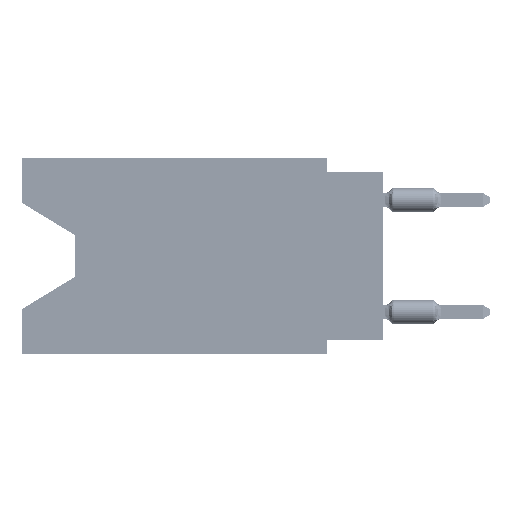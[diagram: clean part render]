
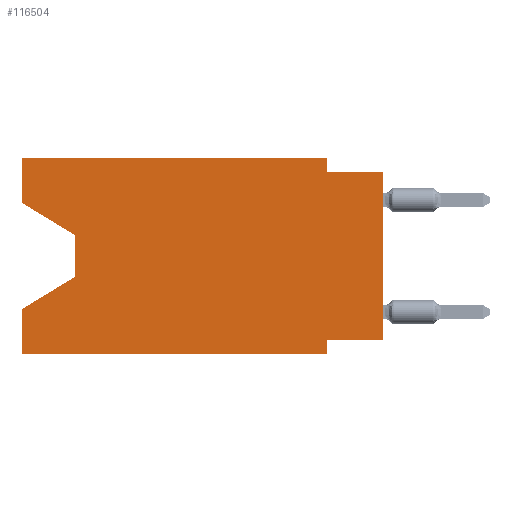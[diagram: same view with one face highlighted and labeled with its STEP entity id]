
A CAD part, left-side view. The second image highlights one B-rep face of the part: STEP entity #116504.
In plain terms, the highlighted planar face has unit normal (-1, 0, 0).
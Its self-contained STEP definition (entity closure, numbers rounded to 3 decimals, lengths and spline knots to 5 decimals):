
#21 = LINE ( 'NONE', #50441, #48421 ) ;
#1378 = LINE ( 'NONE', #38301, #16842 ) ;
#2743 = VERTEX_POINT ( 'NONE', #111777 ) ;
#2904 = VECTOR ( 'NONE', #99101, 39.37008 ) ;
#3253 = DIRECTION ( 'NONE',  ( 0., 0., 1. ) ) ;
#4187 = CARTESIAN_POINT ( 'NONE',  ( 0., 0.1, 0. ) ) ;
#5035 = ORIENTED_EDGE ( 'NONE', *, *, #14762, .T. ) ;
#5370 = ORIENTED_EDGE ( 'NONE', *, *, #31261, .F. ) ;
#6221 = VERTEX_POINT ( 'NONE', #58436 ) ;
#10440 = ORIENTED_EDGE ( 'NONE', *, *, #31751, .T. ) ;
#14762 = EDGE_CURVE ( 'NONE', #40756, #61433, #72834, .T. ) ;
#15560 = DIRECTION ( 'NONE',  ( 0., 0.855, -0.519 ) ) ;
#16152 = CARTESIAN_POINT ( 'NONE',  ( 0., 0.55, -0.212 ) ) ;
#16842 = VECTOR ( 'NONE', #57410, 39.37008 ) ;
#17361 = LINE ( 'NONE', #56134, #96243 ) ;
#20848 = DIRECTION ( 'NONE',  ( 0., 0., -1. ) ) ;
#21053 = EDGE_CURVE ( 'NONE', #78157, #6221, #17361, .T. ) ;
#24785 = ORIENTED_EDGE ( 'NONE', *, *, #89653, .F. ) ;
#24811 = CARTESIAN_POINT ( 'NONE',  ( 0., 0.645, -0.08025 ) ) ;
#26691 = VERTEX_POINT ( 'NONE', #93720 ) ;
#27738 = CARTESIAN_POINT ( 'NONE',  ( 0., 0., -0.325 ) ) ;
#30344 = CARTESIAN_POINT ( 'NONE',  ( 0., 0.645, 0. ) ) ;
#31187 = EDGE_CURVE ( 'NONE', #78157, #63950, #74072, .T. ) ;
#31261 = EDGE_CURVE ( 'NONE', #87947, #26691, #1378, .T. ) ;
#31331 = VERTEX_POINT ( 'NONE', #48773 ) ;
#31751 = EDGE_CURVE ( 'NONE', #63950, #40756, #21, .T. ) ;
#31998 = LINE ( 'NONE', #116447, #33680 ) ;
#33680 = VECTOR ( 'NONE', #105394, 39.37008 ) ;
#35715 = CARTESIAN_POINT ( 'NONE',  ( 0., 0.1, 0. ) ) ;
#38301 = CARTESIAN_POINT ( 'NONE',  ( 0., 0.1, -0.35 ) ) ;
#38496 = CARTESIAN_POINT ( 'NONE',  ( 0., 0.645, -0.08025 ) ) ;
#40756 = VERTEX_POINT ( 'NONE', #62040 ) ;
#40795 = LINE ( 'NONE', #30344, #99300 ) ;
#41059 = LINE ( 'NONE', #49700, #114184 ) ;
#41628 = VECTOR ( 'NONE', #43796, 39.37008 ) ;
#43796 = DIRECTION ( 'NONE',  ( 0., -1., 0. ) ) ;
#44494 = DIRECTION ( 'NONE',  ( 0., -0.855, -0.519 ) ) ;
#46233 = FACE_OUTER_BOUND ( 'NONE', #59634, .T. ) ;
#47666 = VECTOR ( 'NONE', #81982, 39.37008 ) ;
#48421 = VECTOR ( 'NONE', #49240, 39.37008 ) ;
#48773 = CARTESIAN_POINT ( 'NONE',  ( 0., 0., -0.025 ) ) ;
#49164 = ORIENTED_EDGE ( 'NONE', *, *, #95154, .T. ) ;
#49240 = DIRECTION ( 'NONE',  ( 0., 0., -1. ) ) ;
#49700 = CARTESIAN_POINT ( 'NONE',  ( 0., 0.645, 0. ) ) ;
#50441 = CARTESIAN_POINT ( 'NONE',  ( 0., 0.55, -0.138 ) ) ;
#51373 = EDGE_CURVE ( 'NONE', #91931, #2743, #86760, .T. ) ;
#52252 = CARTESIAN_POINT ( 'NONE',  ( 0., 0., 0. ) ) ;
#54221 = CARTESIAN_POINT ( 'NONE',  ( 0., 0., -0.325 ) ) ;
#56134 = CARTESIAN_POINT ( 'NONE',  ( 0., 0.645, 0. ) ) ;
#56183 = EDGE_CURVE ( 'NONE', #85558, #26691, #64106, .T. ) ;
#56967 = VECTOR ( 'NONE', #20848, 39.37008 ) ;
#57410 = DIRECTION ( 'NONE',  ( 0., 0., -1. ) ) ;
#58436 = CARTESIAN_POINT ( 'NONE',  ( 0., 0.645, 0. ) ) ;
#59083 = CARTESIAN_POINT ( 'NONE',  ( 0., 0.1, -0.325 ) ) ;
#59475 = ORIENTED_EDGE ( 'NONE', *, *, #31187, .T. ) ;
#59634 = EDGE_LOOP ( 'NONE', ( #59475, #10440, #5035, #96655, #92050, #5370, #96801, #49164, #96163, #121508, #24785, #87383 ) ) ;
#61433 = VERTEX_POINT ( 'NONE', #75357 ) ;
#61687 = CARTESIAN_POINT ( 'NONE',  ( 0., 0.645, -0.35 ) ) ;
#62040 = CARTESIAN_POINT ( 'NONE',  ( 0., 0.55, -0.212 ) ) ;
#63509 = DIRECTION ( 'NONE',  ( 1., 0., 0. ) ) ;
#63950 = VERTEX_POINT ( 'NONE', #114814 ) ;
#64106 = LINE ( 'NONE', #61687, #41628 ) ;
#67953 = VECTOR ( 'NONE', #44494, 39.37008 ) ;
#71542 = EDGE_CURVE ( 'NONE', #2743, #31331, #31998, .T. ) ;
#72834 = LINE ( 'NONE', #16152, #108272 ) ;
#73351 = LINE ( 'NONE', #27738, #47666 ) ;
#73397 = VERTEX_POINT ( 'NONE', #54221 ) ;
#73976 = PLANE ( 'NONE',  #110702 ) ;
#74072 = LINE ( 'NONE', #24811, #67953 ) ;
#74582 = EDGE_CURVE ( 'NONE', #73397, #87947, #73351, .T. ) ;
#75357 = CARTESIAN_POINT ( 'NONE',  ( 0., 0.645, -0.26975 ) ) ;
#75864 = DIRECTION ( 'NONE',  ( 0., 0., 1. ) ) ;
#78157 = VERTEX_POINT ( 'NONE', #38496 ) ;
#79397 = LINE ( 'NONE', #52252, #2904 ) ;
#81982 = DIRECTION ( 'NONE',  ( 0., 1., 0. ) ) ;
#85558 = VERTEX_POINT ( 'NONE', #104611 ) ;
#86760 = LINE ( 'NONE', #4187, #56967 ) ;
#87294 = DIRECTION ( 'NONE',  ( 0., -1., 0. ) ) ;
#87383 = ORIENTED_EDGE ( 'NONE', *, *, #21053, .F. ) ;
#87947 = VERTEX_POINT ( 'NONE', #59083 ) ;
#89653 = EDGE_CURVE ( 'NONE', #6221, #91931, #41059, .T. ) ;
#91931 = VERTEX_POINT ( 'NONE', #35715 ) ;
#92050 = ORIENTED_EDGE ( 'NONE', *, *, #56183, .T. ) ;
#93720 = CARTESIAN_POINT ( 'NONE',  ( 0., 0.1, -0.35 ) ) ;
#95154 = EDGE_CURVE ( 'NONE', #73397, #31331, #79397, .T. ) ;
#96163 = ORIENTED_EDGE ( 'NONE', *, *, #71542, .F. ) ;
#96243 = VECTOR ( 'NONE', #75864, 39.37008 ) ;
#96655 = ORIENTED_EDGE ( 'NONE', *, *, #105787, .F. ) ;
#96801 = ORIENTED_EDGE ( 'NONE', *, *, #74582, .F. ) ;
#99101 = DIRECTION ( 'NONE',  ( 0., 0., 1. ) ) ;
#99300 = VECTOR ( 'NONE', #3253, 39.37008 ) ;
#101115 = DIRECTION ( 'NONE',  ( 0., 0., -1. ) ) ;
#104611 = CARTESIAN_POINT ( 'NONE',  ( 0., 0.645, -0.35 ) ) ;
#105394 = DIRECTION ( 'NONE',  ( 0., -1., 0. ) ) ;
#105787 = EDGE_CURVE ( 'NONE', #85558, #61433, #40795, .T. ) ;
#108272 = VECTOR ( 'NONE', #15560, 39.37008 ) ;
#110702 = AXIS2_PLACEMENT_3D ( 'NONE', #112805, #63509, #101115 ) ;
#111777 = CARTESIAN_POINT ( 'NONE',  ( 0., 0.1, -0.025 ) ) ;
#112805 = CARTESIAN_POINT ( 'NONE',  ( 0., 0.645, 0. ) ) ;
#114184 = VECTOR ( 'NONE', #87294, 39.37008 ) ;
#114814 = CARTESIAN_POINT ( 'NONE',  ( 0., 0.55, -0.138 ) ) ;
#116447 = CARTESIAN_POINT ( 'NONE',  ( 0., 0., -0.025 ) ) ;
#116504 = ADVANCED_FACE ( 'NONE', ( #46233 ), #73976, .F. ) ;
#121508 = ORIENTED_EDGE ( 'NONE', *, *, #51373, .F. ) ;
